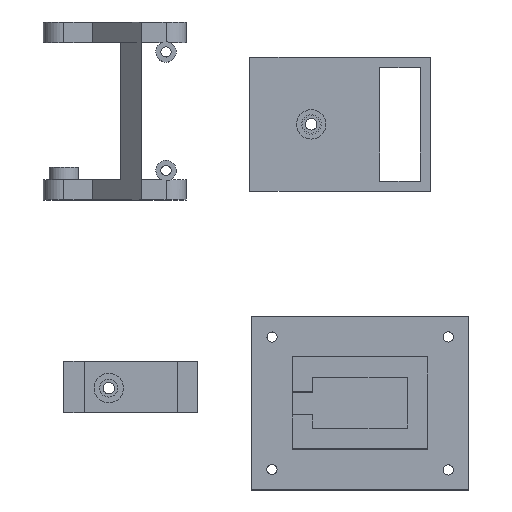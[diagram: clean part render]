
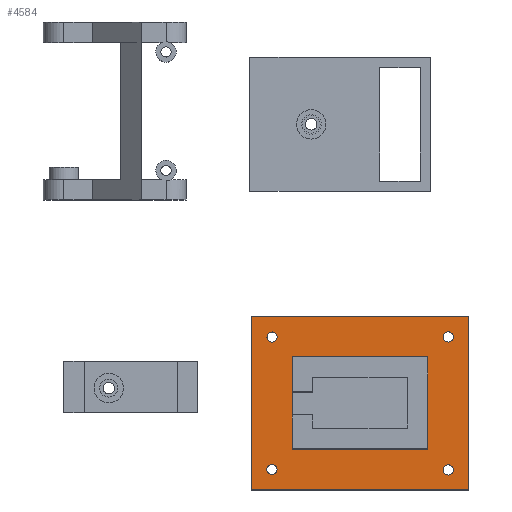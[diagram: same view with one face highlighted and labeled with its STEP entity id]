
A CAD part, top view. The second image highlights one B-rep face of the part: STEP entity #4584.
In plain terms, the highlighted planar face has unit normal (0, 0, 1).
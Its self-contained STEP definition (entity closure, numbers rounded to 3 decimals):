
#217=FACE_BOUND('',#743,.T.);
#218=FACE_BOUND('',#744,.T.);
#219=FACE_BOUND('',#745,.T.);
#220=FACE_BOUND('',#746,.T.);
#221=FACE_BOUND('',#747,.T.);
#264=CIRCLE('',#4872,1.25);
#266=CIRCLE('',#4875,1.25);
#268=CIRCLE('',#4878,1.25);
#270=CIRCLE('',#4881,1.25);
#489=FACE_OUTER_BOUND('',#742,.T.);
#742=EDGE_LOOP('',(#4100,#4101,#4102,#4103));
#743=EDGE_LOOP('',(#4104));
#744=EDGE_LOOP('',(#4105));
#745=EDGE_LOOP('',(#4106));
#746=EDGE_LOOP('',(#4107));
#747=EDGE_LOOP('',(#4108,#4109,#4110,#4111,#4112,#4113,#4114,#4115));
#1285=LINE('',#7280,#1853);
#1291=LINE('',#7308,#1859);
#1295=LINE('',#7317,#1863);
#1303=LINE('',#7331,#1871);
#1307=LINE('',#7342,#1875);
#1308=LINE('',#7344,#1876);
#1309=LINE('',#7346,#1877);
#1310=LINE('',#7347,#1878);
#1311=LINE('',#7349,#1879);
#1312=LINE('',#7351,#1880);
#1313=LINE('',#7353,#1881);
#1314=LINE('',#7354,#1882);
#1853=VECTOR('',#5969,10.);
#1859=VECTOR('',#6001,10.);
#1863=VECTOR('',#6007,10.);
#1871=VECTOR('',#6021,10.);
#1875=VECTOR('',#6033,10.);
#1876=VECTOR('',#6034,10.);
#1877=VECTOR('',#6035,10.);
#1878=VECTOR('',#6036,10.);
#1879=VECTOR('',#6037,10.);
#1880=VECTOR('',#6038,10.);
#1881=VECTOR('',#6039,10.);
#1882=VECTOR('',#6040,10.);
#2275=VERTEX_POINT('',#7277);
#2276=VERTEX_POINT('',#7279);
#2277=VERTEX_POINT('',#7283);
#2279=VERTEX_POINT('',#7289);
#2281=VERTEX_POINT('',#7295);
#2283=VERTEX_POINT('',#7301);
#2285=VERTEX_POINT('',#7307);
#2288=VERTEX_POINT('',#7315);
#2289=VERTEX_POINT('',#7316);
#2294=VERTEX_POINT('',#7340);
#2295=VERTEX_POINT('',#7341);
#2296=VERTEX_POINT('',#7343);
#2297=VERTEX_POINT('',#7345);
#2298=VERTEX_POINT('',#7348);
#2299=VERTEX_POINT('',#7350);
#2300=VERTEX_POINT('',#7352);
#2873=EDGE_CURVE('',#2276,#2275,#1285,.T.);
#2875=EDGE_CURVE('',#2277,#2277,#264,.T.);
#2878=EDGE_CURVE('',#2279,#2279,#266,.T.);
#2881=EDGE_CURVE('',#2281,#2281,#268,.T.);
#2884=EDGE_CURVE('',#2283,#2283,#270,.T.);
#2887=EDGE_CURVE('',#2285,#2276,#1291,.T.);
#2891=EDGE_CURVE('',#2288,#2289,#1295,.T.);
#2899=EDGE_CURVE('',#2275,#2288,#1303,.T.);
#2903=EDGE_CURVE('',#2294,#2295,#1307,.T.);
#2904=EDGE_CURVE('',#2294,#2296,#1308,.T.);
#2905=EDGE_CURVE('',#2296,#2297,#1309,.T.);
#2906=EDGE_CURVE('',#2295,#2297,#1310,.T.);
#2907=EDGE_CURVE('',#2289,#2298,#1311,.T.);
#2908=EDGE_CURVE('',#2298,#2299,#1312,.T.);
#2909=EDGE_CURVE('',#2299,#2300,#1313,.T.);
#2910=EDGE_CURVE('',#2300,#2285,#1314,.T.);
#4100=ORIENTED_EDGE('',*,*,#2903,.F.);
#4101=ORIENTED_EDGE('',*,*,#2904,.T.);
#4102=ORIENTED_EDGE('',*,*,#2905,.T.);
#4103=ORIENTED_EDGE('',*,*,#2906,.F.);
#4104=ORIENTED_EDGE('',*,*,#2875,.T.);
#4105=ORIENTED_EDGE('',*,*,#2878,.T.);
#4106=ORIENTED_EDGE('',*,*,#2881,.T.);
#4107=ORIENTED_EDGE('',*,*,#2884,.T.);
#4108=ORIENTED_EDGE('',*,*,#2887,.T.);
#4109=ORIENTED_EDGE('',*,*,#2873,.T.);
#4110=ORIENTED_EDGE('',*,*,#2899,.T.);
#4111=ORIENTED_EDGE('',*,*,#2891,.T.);
#4112=ORIENTED_EDGE('',*,*,#2907,.T.);
#4113=ORIENTED_EDGE('',*,*,#2908,.T.);
#4114=ORIENTED_EDGE('',*,*,#2909,.T.);
#4115=ORIENTED_EDGE('',*,*,#2910,.T.);
#4356=PLANE('',#4891);
#4584=ADVANCED_FACE('',(#489,#217,#218,#219,#220,#221),#4356,.T.);
#4872=AXIS2_PLACEMENT_3D('',#7284,#5973,#5974);
#4875=AXIS2_PLACEMENT_3D('',#7290,#5980,#5981);
#4878=AXIS2_PLACEMENT_3D('',#7296,#5987,#5988);
#4881=AXIS2_PLACEMENT_3D('',#7302,#5994,#5995);
#4891=AXIS2_PLACEMENT_3D('',#7339,#6031,#6032);
#5969=DIRECTION('',(0.,1.,0.));
#5973=DIRECTION('center_axis',(0.,0.,-1.));
#5974=DIRECTION('ref_axis',(-1.,0.,0.));
#5980=DIRECTION('center_axis',(0.,0.,-1.));
#5981=DIRECTION('ref_axis',(-1.,0.,0.));
#5987=DIRECTION('center_axis',(0.,0.,-1.));
#5988=DIRECTION('ref_axis',(-1.,0.,0.));
#5994=DIRECTION('center_axis',(0.,0.,-1.));
#5995=DIRECTION('ref_axis',(-1.,0.,0.));
#6001=DIRECTION('',(-1.,0.,0.));
#6007=DIRECTION('',(0.,-1.,0.));
#6021=DIRECTION('',(1.,0.,0.));
#6031=DIRECTION('center_axis',(0.,0.,1.));
#6032=DIRECTION('ref_axis',(1.,0.,0.));
#6033=DIRECTION('',(0.,-1.,0.));
#6034=DIRECTION('',(-1.,0.,0.));
#6035=DIRECTION('',(0.,-1.,0.));
#6036=DIRECTION('',(-1.,0.,0.));
#6037=DIRECTION('',(1.,0.,0.));
#6038=DIRECTION('',(0.,-1.,0.));
#6039=DIRECTION('',(-1.,0.,0.));
#6040=DIRECTION('',(0.,1.,0.));
#7277=CARTESIAN_POINT('',(-18.13,13.605,8.206));
#7279=CARTESIAN_POINT('',(-18.13,-8.795,8.206));
#7280=CARTESIAN_POINT('',(-18.13,9.285,8.206));
#7283=CARTESIAN_POINT('',(-21.828,18.486,8.206));
#7284=CARTESIAN_POINT('Origin',(-23.078,18.486,8.206));
#7289=CARTESIAN_POINT('',(21.25,18.523,8.206));
#7290=CARTESIAN_POINT('Origin',(20.,18.523,8.206));
#7295=CARTESIAN_POINT('',(-21.852,-13.887,8.206));
#7296=CARTESIAN_POINT('Origin',(-23.102,-13.887,8.206));
#7301=CARTESIAN_POINT('',(21.25,-14.,8.206));
#7302=CARTESIAN_POINT('Origin',(20.,-14.,8.206));
#7307=CARTESIAN_POINT('',(-18.1,-8.795,8.206));
#7308=CARTESIAN_POINT('',(-7.349,-8.795,8.206));
#7315=CARTESIAN_POINT('',(14.97,13.605,8.206));
#7316=CARTESIAN_POINT('',(14.97,13.5,8.206));
#7317=CARTESIAN_POINT('',(14.97,0.592,8.206));
#7331=CARTESIAN_POINT('',(11.201,13.605,8.206));
#7339=CARTESIAN_POINT('Origin',(3.45,7.3,8.206));
#7340=CARTESIAN_POINT('',(25.,23.5,8.206));
#7341=CARTESIAN_POINT('',(25.,-18.9,8.206));
#7342=CARTESIAN_POINT('',(25.,-8.9,8.206));
#7343=CARTESIAN_POINT('',(-28.1,23.5,8.206));
#7344=CARTESIAN_POINT('',(25.,23.5,8.206));
#7345=CARTESIAN_POINT('',(-28.1,-18.9,8.206));
#7346=CARTESIAN_POINT('',(-28.1,-8.9,8.206));
#7347=CARTESIAN_POINT('',(-18.1,-18.9,8.206));
#7348=CARTESIAN_POINT('',(15.,13.5,8.206));
#7349=CARTESIAN_POINT('',(-7.325,13.5,8.206));
#7350=CARTESIAN_POINT('',(15.,-8.9,8.206));
#7351=CARTESIAN_POINT('',(15.,10.4,8.206));
#7352=CARTESIAN_POINT('',(-18.1,-8.9,8.206));
#7353=CARTESIAN_POINT('',(9.225,-8.9,8.206));
#7354=CARTESIAN_POINT('',(-18.1,-0.8,8.206));
